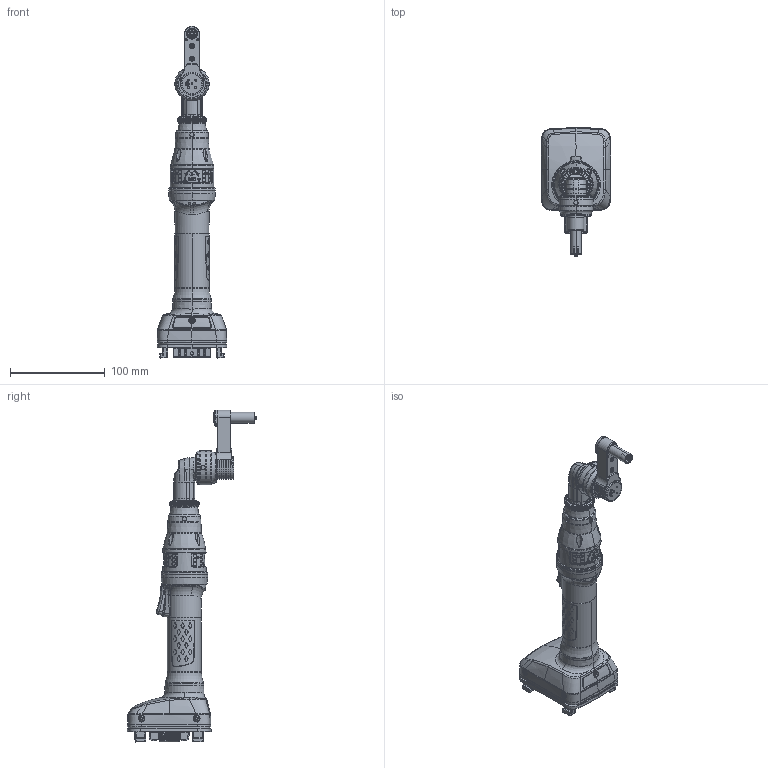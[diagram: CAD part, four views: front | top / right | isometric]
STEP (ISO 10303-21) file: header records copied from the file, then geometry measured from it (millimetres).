
FILE_DESCRIPTION((''),'2;1');
FILE_NAME('EXT_COMP_SW0007','2023-06-13T18:19:35',('INEdipo'),(''),'CREO PARAMETRIC BY PTC INC, 2022414','CREO PARAMETRIC BY PTC INC, 2022414','');
FILE_SCHEMA(('CONFIG_CONTROL_DESIGN'));
Products named in the file (1): EXT_COMP_SW0007
Bounding box: 73.4 x 136.65 x 350.28 mm (x, y, z)
Volume: 508624.9 mm3; surface area: 82290.8 mm2
Topology: 2 solids, 7 shells, 9753 faces, 20647 edges, 11045 vertices
Faces by surface type: plane 6651, cylinder 1143, bspline 965, torus 643, cone 209, extrusion 117, sphere 20, revolution 5
Entity records: 338848 total; most frequent: CARTESIAN_POINT 150497, ORIENTED_EDGE 41272, DIRECTION 33265, EDGE_CURVE 20636, VECTOR 11304, LINE 11187, VERTEX_POINT 11045, AXIS2_PLACEMENT_3D 10978
